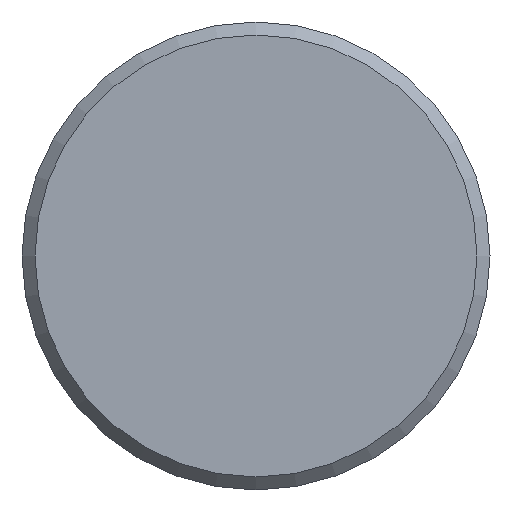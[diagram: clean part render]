
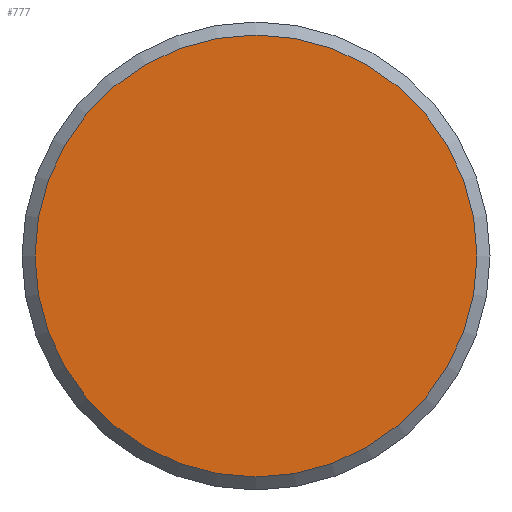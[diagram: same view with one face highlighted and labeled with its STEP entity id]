
A CAD part, front view. The second image highlights one B-rep face of the part: STEP entity #777.
In plain terms, the highlighted planar face has unit normal (0, -1, 0).
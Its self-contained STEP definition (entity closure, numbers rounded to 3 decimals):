
#67=PLANE('',#892);
#114=FACE_OUTER_BOUND('',#179,.T.);
#179=EDGE_LOOP('',(#626));
#294=CIRCLE('',#886,8.5);
#362=VERTEX_POINT('',#1585);
#451=EDGE_CURVE('',#362,#362,#294,.T.);
#626=ORIENTED_EDGE('',*,*,#451,.F.);
#777=ADVANCED_FACE('',(#114),#67,.T.);
#886=AXIS2_PLACEMENT_3D('',#1586,#1091,#1092);
#892=AXIS2_PLACEMENT_3D('',#1598,#1105,#1106);
#1091=DIRECTION('center_axis',(0.,1.,0.));
#1092=DIRECTION('ref_axis',(-1.,0.,0.));
#1105=DIRECTION('center_axis',(0.,-1.,0.));
#1106=DIRECTION('ref_axis',(0.,0.,-1.));
#1585=CARTESIAN_POINT('',(8.5,0.,0.));
#1586=CARTESIAN_POINT('Origin',(0.,0.,
0.));
#1598=CARTESIAN_POINT('Origin',(8.375,0.,0.));
